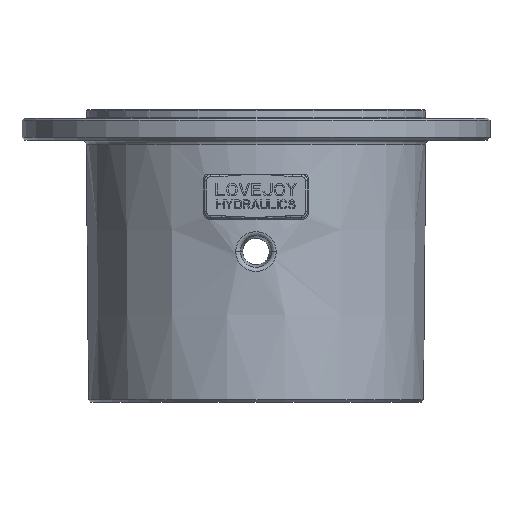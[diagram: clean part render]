
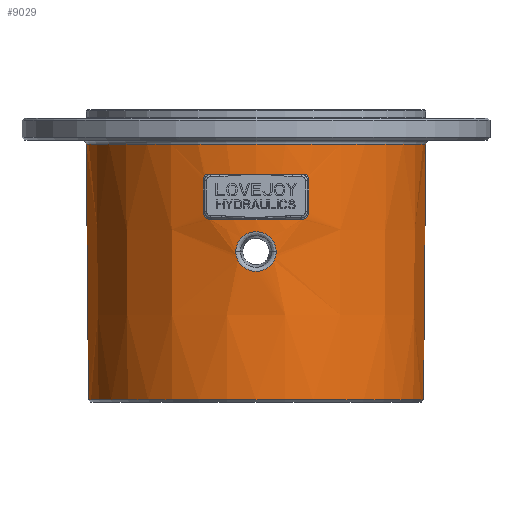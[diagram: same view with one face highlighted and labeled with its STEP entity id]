
A CAD part, left-side view. The second image highlights one B-rep face of the part: STEP entity #9029.
In plain terms, the highlighted conical face has half-angle 0.5 degrees and reference radius 62.312 mm.
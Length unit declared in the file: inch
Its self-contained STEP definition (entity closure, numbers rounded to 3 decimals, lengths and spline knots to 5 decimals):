
#126=CARTESIAN_POINT('',(-2.43825,-0.29356,
-2.12045));
#127=CARTESIAN_POINT('',(-2.43805,-0.29355,
-2.14345));
#128=CARTESIAN_POINT('',(-2.43832,-0.28813,
-2.18823));
#129=CARTESIAN_POINT('',(-2.4406,-0.26334,
-2.25387));
#130=CARTESIAN_POINT('',(-2.44416,-0.22337,
-2.31151));
#131=CARTESIAN_POINT('',(-2.44812,-0.17001,
-2.35862));
#132=CARTESIAN_POINT('',(-2.45149,-0.10641,
-2.39181));
#133=CARTESIAN_POINT('',(-2.45342,-0.03651,
-2.40897));
#134=CARTESIAN_POINT('',(-2.45343,0.03555,
-2.40911));
#135=CARTESIAN_POINT('',(-2.45152,0.10585,
-2.39205));
#136=CARTESIAN_POINT('',(-2.44815,0.16965,
-2.35888));
#137=CARTESIAN_POINT('',(-2.44417,0.22323,
-2.3117));
#138=CARTESIAN_POINT('',(-2.4406,0.26334,
-2.25389));
#139=CARTESIAN_POINT('',(-2.43832,0.28812,
-2.18827));
#140=CARTESIAN_POINT('',(-2.43805,0.29355,
-2.14346));
#141=CARTESIAN_POINT('',(-2.43825,0.29356,
-2.12045));
#143=CARTESIAN_POINT('',(-2.43825,0.29356,
-2.12045));
#144=CARTESIAN_POINT('',(-2.43845,0.29356,
-2.09742));
#145=CARTESIAN_POINT('',(-2.43951,0.28815,
-2.05259));
#146=CARTESIAN_POINT('',(-2.44294,0.26333,
-1.98685));
#147=CARTESIAN_POINT('',(-2.44752,0.22328,
-1.92914));
#148=CARTESIAN_POINT('',(-2.4523,0.16986,
-1.88203));
#149=CARTESIAN_POINT('',(-2.45624,0.10627,
-1.84888));
#150=CARTESIAN_POINT('',(-2.45845,0.03641,
-1.83177));
#151=CARTESIAN_POINT('',(-2.45847,-0.03549,
-1.83164));
#152=CARTESIAN_POINT('',(-2.45627,-0.10573,
-1.84866));
#153=CARTESIAN_POINT('',(-2.45233,-0.16952,
-1.88178));
#154=CARTESIAN_POINT('',(-2.44753,-0.22315,
-1.92897));
#155=CARTESIAN_POINT('',(-2.44294,-0.26334,
-1.98684));
#156=CARTESIAN_POINT('',(-2.43951,-0.28815,
-2.05258));
#157=CARTESIAN_POINT('',(-2.43845,-0.29356,
-2.09742));
#158=CARTESIAN_POINT('',(-2.43825,-0.29356,
-2.12045));
#160=CARTESIAN_POINT('',(-2.34129,-0.77062,
-1.08974));
#161=CARTESIAN_POINT('',(-2.34137,-0.77062,
-1.08125));
#162=CARTESIAN_POINT('',(-2.3421,-0.76888,
-1.06467));
#163=CARTESIAN_POINT('',(-2.34484,-0.76119,
-1.04057));
#164=CARTESIAN_POINT('',(-2.34913,-0.7485,
-1.0184));
#165=CARTESIAN_POINT('',(-2.3528,-0.73721,
-1.00579));
#166=CARTESIAN_POINT('',(-2.35485,-0.73077,
-1.));
#168=CARTESIAN_POINT('',(-2.35485,0.73078,
-1.));
#169=CARTESIAN_POINT('',(-2.35279,0.73724,
-1.00581));
#170=CARTESIAN_POINT('',(-2.34911,0.74855,
-1.01846));
#171=CARTESIAN_POINT('',(-2.34481,0.76125,
-1.0407));
#172=CARTESIAN_POINT('',(-2.34208,0.76892,
-1.06488));
#173=CARTESIAN_POINT('',(-2.34137,0.77062,
-1.08134));
#174=CARTESIAN_POINT('',(-2.34129,0.77062,
-1.08974));
#176=DIRECTION('',(0.009,0.,-1.));
#177=VECTOR('',#176,0.45002);
#178=CARTESIAN_POINT('',(-2.34129,0.77062,
-1.08974));
#179=LINE('',#178,#177);
#180=CARTESIAN_POINT('',(-2.33716,0.77061,
-1.53974));
#181=CARTESIAN_POINT('',(-2.33706,0.77061,
-1.55018));
#182=CARTESIAN_POINT('',(-2.33774,0.768,
-1.57038));
#183=CARTESIAN_POINT('',(-2.34125,0.75645,
-1.59943));
#184=CARTESIAN_POINT('',(-2.34701,0.73771,
-1.62467));
#185=CARTESIAN_POINT('',(-2.3545,0.71292,
-1.64438));
#186=CARTESIAN_POINT('',(-2.36316,0.68332,
-1.65694));
#187=CARTESIAN_POINT('',(-2.36894,0.66275,
-1.65974));
#188=CARTESIAN_POINT('',(-2.37189,0.65205,
-1.65974));
#190=CARTESIAN_POINT('',(-2.37189,-0.65205,
-1.65974));
#191=CARTESIAN_POINT('',(-2.36891,-0.66287,
-1.65974));
#192=CARTESIAN_POINT('',(-2.36308,-0.68361,
-1.65686));
#193=CARTESIAN_POINT('',(-2.35444,-0.71313,
-1.64426));
#194=CARTESIAN_POINT('',(-2.34695,-0.73792,
-1.62446));
#195=CARTESIAN_POINT('',(-2.34121,-0.75657,
-1.59922));
#196=CARTESIAN_POINT('',(-2.33772,-0.76809,
-1.57003));
#197=CARTESIAN_POINT('',(-2.33707,-0.77061,
-1.55004));
#198=CARTESIAN_POINT('',(-2.33716,-0.77061,
-1.53974));
#200=DIRECTION('',(-0.009,0.,1.));
#201=VECTOR('',#200,0.45002);
#202=CARTESIAN_POINT('',(-2.33716,-0.77061,
-1.53974));
#203=LINE('',#202,#201);
#204=CARTESIAN_POINT('',(0.,0.,-4.27974));
#205=DIRECTION('',(0.,0.,1.));
#206=DIRECTION('',(0.,1.,0.));
#207=AXIS2_PLACEMENT_3D('',#204,#205,#206);
#209=CARTESIAN_POINT('',(0.,0.,-0.55948));
#210=DIRECTION('',(0.,0.,1.));
#211=DIRECTION('',(0.,1.,0.));
#212=AXIS2_PLACEMENT_3D('',#209,#210,#211);
#1188=DIRECTION('',(0.,-0.009,1.));
#1189=VECTOR('',#1188,3.7204);
#1190=CARTESIAN_POINT('',(0.,-2.43701,-4.27974));
#1191=LINE('',#1190,#1189);
#1197=DIRECTION('',(0.,-0.009,-1.));
#1198=VECTOR('',#1197,3.7204);
#1199=CARTESIAN_POINT('',(0.,2.46948,-0.55948));
#1200=LINE('',#1199,#1198);
#2303=CARTESIAN_POINT('',(0.,0.,-1.));
#2304=DIRECTION('',(0.,0.,1.));
#2305=DIRECTION('',(-0.955,0.296,0.));
#2306=AXIS2_PLACEMENT_3D('',#2303,#2304,#2305);
#6899=CARTESIAN_POINT('',(0.,0.,-1.65974));
#6900=DIRECTION('',(0.,0.,-1.));
#6901=DIRECTION('',(-0.964,-0.265,0.));
#6902=AXIS2_PLACEMENT_3D('',#6899,#6900,#6901);
#7052=VERTEX_POINT('',#126);
#7053=VERTEX_POINT('',#141);
#7060=VERTEX_POINT('',#190);
#7061=VERTEX_POINT('',#198);
#7064=CARTESIAN_POINT('',(-2.34129,-0.77062,
-1.08974));
#7065=VERTEX_POINT('',#7064);
#7067=VERTEX_POINT('',#180);
#7068=VERTEX_POINT('',#188);
#7071=CARTESIAN_POINT('',(-2.34129,0.77062,
-1.08974));
#7072=VERTEX_POINT('',#7071);
#8666=CARTESIAN_POINT('',(0.,2.46948,-0.55948));
#8668=VERTEX_POINT('',#8666);
#8670=CARTESIAN_POINT('',(0.,-2.46948,-0.55948));
#8672=VERTEX_POINT('',#8670);
#8733=CARTESIAN_POINT('',(0.,2.43701,-4.27974));
#8734=CARTESIAN_POINT('',(0.,-2.43701,-4.27974));
#8735=VERTEX_POINT('',#8733);
#8736=VERTEX_POINT('',#8734);
#8745=CARTESIAN_POINT('',(-2.35485,0.73078,
-1.));
#8746=CARTESIAN_POINT('',(-2.35485,-0.73077,
-1.));
#8747=VERTEX_POINT('',#8745);
#8748=VERTEX_POINT('',#8746);
#8991=CARTESIAN_POINT('',(0.,0.,-2.41961));
#8992=DIRECTION('',(0.,0.,1.));
#8993=DIRECTION('',(0.,1.,0.));
#8994=AXIS2_PLACEMENT_3D('',#8991,#8992,#8993);
#8995=CONICAL_SURFACE('',#8994,2.45325,0.5);
#8997=ORIENTED_EDGE('',*,*,#8996,.F.);
#8999=ORIENTED_EDGE('',*,*,#8998,.F.);
#9000=ORIENTED_EDGE('',*,*,#8986,.T.);
#9002=ORIENTED_EDGE('',*,*,#9001,.F.);
#9003=EDGE_LOOP('',(#8997,#8999,#9000,#9002));
#9004=FACE_OUTER_BOUND('',#9003,.F.);
#9006=ORIENTED_EDGE('',*,*,#9005,.T.);
#9008=ORIENTED_EDGE('',*,*,#9007,.F.);
#9010=ORIENTED_EDGE('',*,*,#9009,.T.);
#9012=ORIENTED_EDGE('',*,*,#9011,.T.);
#9014=ORIENTED_EDGE('',*,*,#9013,.T.);
#9016=ORIENTED_EDGE('',*,*,#9015,.F.);
#9018=ORIENTED_EDGE('',*,*,#9017,.T.);
#9020=ORIENTED_EDGE('',*,*,#9019,.T.);
#9021=EDGE_LOOP('',(#9006,#9008,#9010,#9012,#9014,#9016,#9018,#9020));
#9022=FACE_BOUND('',#9021,.F.);
#9024=ORIENTED_EDGE('',*,*,#9023,.F.);
#9026=ORIENTED_EDGE('',*,*,#9025,.F.);
#9027=EDGE_LOOP('',(#9024,#9026));
#9028=FACE_BOUND('',#9027,.F.);
#9029=ADVANCED_FACE('',(#9004,#9022,#9028),#8995,.T.);
#142=B_SPLINE_CURVE_WITH_KNOTS('',3,(#126,#127,#128,#129,#130,#131,#132,#133,
#134,#135,#136,#137,#138,#139,#140,#141),.UNSPECIFIED.,.F.,.F.,(4,1,1,1,1,1,1,1,
1,1,1,1,1,4),(0.,0.07692,0.15385,0.23077,
0.30769,0.38462,0.46154,0.53846,
0.61538,0.69231,0.76923,0.84615,
0.92308,1.),.UNSPECIFIED.);
#159=B_SPLINE_CURVE_WITH_KNOTS('',3,(#143,#144,#145,#146,#147,#148,#149,#150,
#151,#152,#153,#154,#155,#156,#157,#158),.UNSPECIFIED.,.F.,.F.,(4,1,1,1,1,1,1,1,
1,1,1,1,1,4),(0.,0.07692,0.15385,0.23077,
0.30769,0.38462,0.46154,0.53846,
0.61538,0.69231,0.76923,0.84615,
0.92308,1.),.UNSPECIFIED.);
#167=B_SPLINE_CURVE_WITH_KNOTS('',3,(#160,#161,#162,#163,#164,#165,#166),
.UNSPECIFIED.,.F.,.F.,(4,1,1,1,4),(0.,0.25,0.5,0.75,1.),
.UNSPECIFIED.);
#175=B_SPLINE_CURVE_WITH_KNOTS('',3,(#168,#169,#170,#171,#172,#173,#174),
.UNSPECIFIED.,.F.,.F.,(4,1,1,1,4),(0.,0.25,0.5,0.75,1.),
.UNSPECIFIED.);
#189=B_SPLINE_CURVE_WITH_KNOTS('',3,(#180,#181,#182,#183,#184,#185,#186,#187,
#188),.UNSPECIFIED.,.F.,.F.,(4,1,1,1,1,1,4),(0.,0.16667,
0.33333,0.5,0.66667,0.83333,1.),
.UNSPECIFIED.);
#199=B_SPLINE_CURVE_WITH_KNOTS('',3,(#190,#191,#192,#193,#194,#195,#196,#197,
#198),.UNSPECIFIED.,.F.,.F.,(4,1,1,1,1,1,4),(0.,0.16667,
0.33333,0.5,0.66667,0.83333,1.),
.UNSPECIFIED.);
#208=CIRCLE('',#207,2.43701);
#213=CIRCLE('',#212,2.46948);
#2307=CIRCLE('',#2306,2.46564);
#6903=CIRCLE('',#6902,2.45988);
#8986=EDGE_CURVE('',#8668,#8672,#213,.T.);
#8996=EDGE_CURVE('',#8735,#8736,#208,.T.);
#8998=EDGE_CURVE('',#8668,#8735,#1200,.T.);
#9001=EDGE_CURVE('',#8736,#8672,#1191,.T.);
#9005=EDGE_CURVE('',#7065,#8748,#167,.T.);
#9007=EDGE_CURVE('',#8747,#8748,#2307,.T.);
#9009=EDGE_CURVE('',#8747,#7072,#175,.T.);
#9011=EDGE_CURVE('',#7072,#7067,#179,.T.);
#9013=EDGE_CURVE('',#7067,#7068,#189,.T.);
#9015=EDGE_CURVE('',#7060,#7068,#6903,.T.);
#9017=EDGE_CURVE('',#7060,#7061,#199,.T.);
#9019=EDGE_CURVE('',#7061,#7065,#203,.T.);
#9023=EDGE_CURVE('',#7052,#7053,#142,.T.);
#9025=EDGE_CURVE('',#7053,#7052,#159,.T.);
